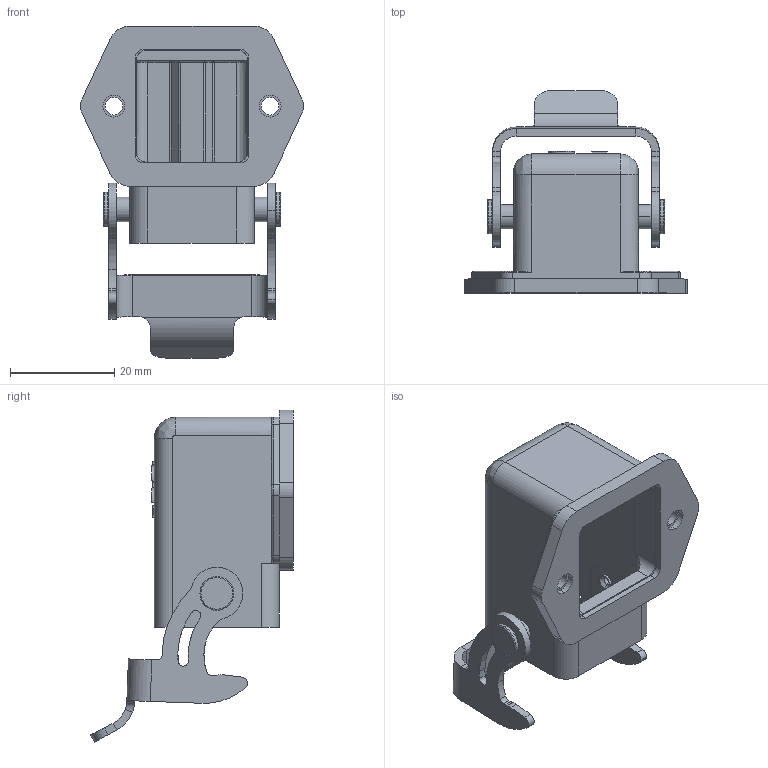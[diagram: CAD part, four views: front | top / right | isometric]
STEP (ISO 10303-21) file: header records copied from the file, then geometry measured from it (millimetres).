
FILE_DESCRIPTION(/* description */ (''),/* implementation_level */ '2;1');
FILE_NAME(/* name */ '3D_1106039241101_EMCD.H3A-BK-1L_W-SE_V1.0_stp.stp',/* time_stamp */ '2024-01-17T13:05:40+08:00',/* author */ (''),/* organization */ (''),/* preprocessor_version */ 'ST-DEVELOPER v18.1',/* originating_system */ 'SIEMENS PLM Software NX 1980',/* authorisation */ '');
FILE_SCHEMA (('AUTOMOTIVE_DESIGN { 1 0 10303 214 3 1 1 1 }'));
Length unit declared in the file: millimetre
Products named in the file (1): 3D_1106039241101_EMCD.H3A-BK-1L_W-SE_V1.0_stp
Bounding box: 42.77 x 38.92 x 63.74 mm (x, y, z)
Volume: 10107.9 mm3; surface area: 11366.3 mm2
Topology: 1 solids, 1 shells, 347 faces, 896 edges, 565 vertices
Faces by surface type: plane 148, cylinder 144, cone 25, torus 18, bspline 8, sphere 4
Entity records: 10945 total; most frequent: CARTESIAN_POINT 2368, DIRECTION 1814, ORIENTED_EDGE 1784, EDGE_CURVE 892, AXIS2_PLACEMENT_3D 652, VERTEX_POINT 565, LINE 510, VECTOR 510
